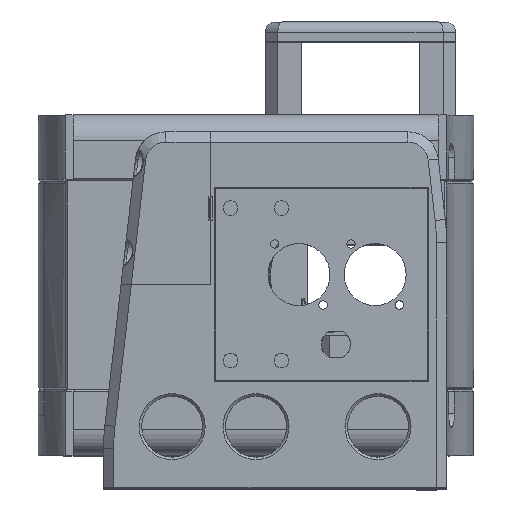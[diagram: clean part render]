
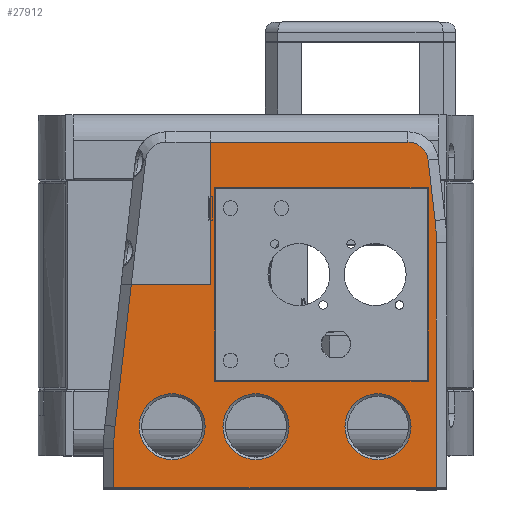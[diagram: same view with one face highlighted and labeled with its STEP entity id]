
A CAD part, top view. The second image highlights one B-rep face of the part: STEP entity #27912.
In plain terms, the highlighted planar face has unit normal (0, 0, 1).
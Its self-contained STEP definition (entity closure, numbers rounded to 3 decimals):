
#212=FACE_BOUND('',#3797,.T.);
#213=FACE_BOUND('',#3798,.T.);
#214=FACE_BOUND('',#3799,.T.);
#215=FACE_BOUND('',#3800,.T.);
#924=CIRCLE('',#29706,13.);
#925=CIRCLE('',#29708,76.);
#926=CIRCLE('',#29709,76.);
#927=CIRCLE('',#29710,8.);
#928=CIRCLE('',#29711,13.);
#929=CIRCLE('',#29712,13.);
#2073=FACE_OUTER_BOUND('',#3796,.T.);
#3796=EDGE_LOOP('',(#20201,#20202,#20203,#20204,#20205,#20206,#20207,#20208,
#20209,#20210,#20211));
#3797=EDGE_LOOP('',(#20212));
#3798=EDGE_LOOP('',(#20213,#20214,#20215,#20216));
#3799=EDGE_LOOP('',(#20217));
#3800=EDGE_LOOP('',(#20218));
#6037=LINE('',#41619,#9233);
#6206=LINE('',#41989,#9402);
#6218=LINE('',#42055,#9414);
#6219=LINE('',#42057,#9415);
#6220=LINE('',#42060,#9416);
#6221=LINE('',#42062,#9417);
#6222=LINE('',#42066,#9418);
#6223=LINE('',#42069,#9419);
#6224=LINE('',#42074,#9420);
#6225=LINE('',#42076,#9421);
#6226=LINE('',#42078,#9422);
#6227=LINE('',#42079,#9423);
#9233=VECTOR('',#32915,10.);
#9402=VECTOR('',#33210,10.);
#9414=VECTOR('',#33286,10.);
#9415=VECTOR('',#33287,10.);
#9416=VECTOR('',#33290,10.);
#9417=VECTOR('',#33291,10.);
#9418=VECTOR('',#33294,10.);
#9419=VECTOR('',#33297,10.);
#9420=VECTOR('',#33300,10.);
#9421=VECTOR('',#33301,10.);
#9422=VECTOR('',#33302,10.);
#9423=VECTOR('',#33303,10.);
#12258=VERTEX_POINT('',#41616);
#12259=VERTEX_POINT('',#41618);
#12396=VERTEX_POINT('',#41986);
#12397=VERTEX_POINT('',#41988);
#12418=VERTEX_POINT('',#42050);
#12419=VERTEX_POINT('',#42054);
#12420=VERTEX_POINT('',#42056);
#12421=VERTEX_POINT('',#42058);
#12422=VERTEX_POINT('',#42061);
#12423=VERTEX_POINT('',#42063);
#12424=VERTEX_POINT('',#42065);
#12425=VERTEX_POINT('',#42067);
#12426=VERTEX_POINT('',#42070);
#12427=VERTEX_POINT('',#42072);
#12428=VERTEX_POINT('',#42073);
#12429=VERTEX_POINT('',#42075);
#12430=VERTEX_POINT('',#42077);
#12431=VERTEX_POINT('',#42080);
#15061=EDGE_CURVE('',#12259,#12258,#6037,.T.);
#15247=EDGE_CURVE('',#12397,#12396,#6206,.T.);
#15276=EDGE_CURVE('',#12418,#12418,#924,.T.);
#15278=EDGE_CURVE('',#12258,#12419,#6218,.T.);
#15279=EDGE_CURVE('',#12420,#12419,#6219,.T.);
#15280=EDGE_CURVE('',#12421,#12420,#925,.T.);
#15281=EDGE_CURVE('',#12397,#12421,#6220,.T.);
#15282=EDGE_CURVE('',#12422,#12396,#6221,.T.);
#15283=EDGE_CURVE('',#12423,#12422,#926,.T.);
#15284=EDGE_CURVE('',#12424,#12423,#6222,.T.);
#15285=EDGE_CURVE('',#12425,#12424,#927,.T.);
#15286=EDGE_CURVE('',#12259,#12425,#6223,.T.);
#15287=EDGE_CURVE('',#12426,#12426,#928,.T.);
#15288=EDGE_CURVE('',#12427,#12428,#6224,.T.);
#15289=EDGE_CURVE('',#12428,#12429,#6225,.T.);
#15290=EDGE_CURVE('',#12429,#12430,#6226,.T.);
#15291=EDGE_CURVE('',#12430,#12427,#6227,.T.);
#15292=EDGE_CURVE('',#12431,#12431,#929,.T.);
#20201=ORIENTED_EDGE('',*,*,#15278,.T.);
#20202=ORIENTED_EDGE('',*,*,#15279,.F.);
#20203=ORIENTED_EDGE('',*,*,#15280,.F.);
#20204=ORIENTED_EDGE('',*,*,#15281,.F.);
#20205=ORIENTED_EDGE('',*,*,#15247,.T.);
#20206=ORIENTED_EDGE('',*,*,#15282,.F.);
#20207=ORIENTED_EDGE('',*,*,#15283,.F.);
#20208=ORIENTED_EDGE('',*,*,#15284,.F.);
#20209=ORIENTED_EDGE('',*,*,#15285,.F.);
#20210=ORIENTED_EDGE('',*,*,#15286,.F.);
#20211=ORIENTED_EDGE('',*,*,#15061,.T.);
#20212=ORIENTED_EDGE('',*,*,#15287,.F.);
#20213=ORIENTED_EDGE('',*,*,#15288,.T.);
#20214=ORIENTED_EDGE('',*,*,#15289,.T.);
#20215=ORIENTED_EDGE('',*,*,#15290,.T.);
#20216=ORIENTED_EDGE('',*,*,#15291,.T.);
#20217=ORIENTED_EDGE('',*,*,#15292,.F.);
#20218=ORIENTED_EDGE('',*,*,#15276,.F.);
#26562=PLANE('',#29707);
#27912=ADVANCED_FACE('',(#2073,#212,#213,#214,#215),#26562,.T.);
#29706=AXIS2_PLACEMENT_3D('',#42051,#33281,#33282);
#29707=AXIS2_PLACEMENT_3D('',#42053,#33284,#33285);
#29708=AXIS2_PLACEMENT_3D('',#42059,#33288,#33289);
#29709=AXIS2_PLACEMENT_3D('',#42064,#33292,#33293);
#29710=AXIS2_PLACEMENT_3D('',#42068,#33295,#33296);
#29711=AXIS2_PLACEMENT_3D('',#42071,#33298,#33299);
#29712=AXIS2_PLACEMENT_3D('',#42081,#33304,#33305);
#32915=DIRECTION('',(0.,-1.,0.));
#33210=DIRECTION('',(1.,0.,0.));
#33281=DIRECTION('center_axis',(0.,0.,1.));
#33282=DIRECTION('ref_axis',(-1.,0.,0.));
#33284=DIRECTION('center_axis',(0.,0.,1.));
#33285=DIRECTION('ref_axis',(1.,0.,0.));
#33286=DIRECTION('',(-1.,0.,0.));
#33287=DIRECTION('',(0.114,0.993,0.));
#33288=DIRECTION('center_axis',(0.,0.,-1.));
#33289=DIRECTION('ref_axis',(-0.998,0.057,0.));
#33290=DIRECTION('',(0.,1.,0.));
#33291=DIRECTION('',(0.,-1.,0.));
#33292=DIRECTION('center_axis',(0.,0.,-1.));
#33293=DIRECTION('ref_axis',(0.998,0.058,0.));
#33294=DIRECTION('',(0.115,-0.993,0.));
#33295=DIRECTION('center_axis',(0.,0.,-1.));
#33296=DIRECTION('ref_axis',(0.665,0.747,0.));
#33297=DIRECTION('',(1.,0.,0.));
#33298=DIRECTION('center_axis',(0.,0.,1.));
#33299=DIRECTION('ref_axis',(-1.,0.,0.));
#33300=DIRECTION('',(-1.,0.,0.));
#33301=DIRECTION('',(0.,1.,0.));
#33302=DIRECTION('',(1.,0.,0.));
#33303=DIRECTION('',(0.,-1.,0.));
#33304=DIRECTION('center_axis',(0.,0.,1.));
#33305=DIRECTION('ref_axis',(-1.,0.,0.));
#41616=CARTESIAN_POINT('',(-17.8,0.,266.));
#41618=CARTESIAN_POINT('',(-17.8,56.,266.));
#41619=CARTESIAN_POINT('',(-17.8,25.,266.));
#41986=CARTESIAN_POINT('',(71.,-80.,266.));
#41988=CARTESIAN_POINT('',(-56.,-80.,266.));
#41989=CARTESIAN_POINT('',(75.,-80.,266.));
#42050=CARTESIAN_POINT('',(61.,-56.,266.));
#42051=CARTESIAN_POINT('Origin',(48.,-56.,266.));
#42053=CARTESIAN_POINT('Origin',(7.5,-10.,266.));
#42054=CARTESIAN_POINT('',(-49.074,0.,266.));
#42055=CARTESIAN_POINT('',(-5.15,0.,266.));
#42056=CARTESIAN_POINT('',(-55.502,-55.902,266.));
#42057=CARTESIAN_POINT('',(-45.849,28.047,266.));
#42058=CARTESIAN_POINT('',(-56.,-64.585,266.));
#42059=CARTESIAN_POINT('Origin',(20.,-64.585,266.));
#42060=CARTESIAN_POINT('',(-56.,-35.,266.));
#42061=CARTESIAN_POINT('',(71.,16.387,266.));
#42062=CARTESIAN_POINT('',(71.,-45.,266.));
#42063=CARTESIAN_POINT('',(70.496,25.122,266.));
#42064=CARTESIAN_POINT('Origin',(-5.,16.387,266.));
#42065=CARTESIAN_POINT('',(67.743,48.919,266.));
#42066=CARTESIAN_POINT('',(72.35,9.098,266.));
#42067=CARTESIAN_POINT('',(59.796,56.,266.));
#42068=CARTESIAN_POINT('Origin',(59.796,48.,266.));
#42069=CARTESIAN_POINT('',(38.994,56.,266.));
#42070=CARTESIAN_POINT('',(13.,-56.,266.));
#42071=CARTESIAN_POINT('Origin',(0.,-56.,266.));
#42072=CARTESIAN_POINT('',(67.7,-38.1,266.));
#42073=CARTESIAN_POINT('',(-16.3,-38.1,266.));
#42074=CARTESIAN_POINT('',(37.6,-38.1,266.));
#42075=CARTESIAN_POINT('',(-16.3,38.1,266.));
#42076=CARTESIAN_POINT('',(-16.3,-24.05,266.));
#42077=CARTESIAN_POINT('',(67.7,38.1,266.));
#42078=CARTESIAN_POINT('',(-4.4,38.1,266.));
#42079=CARTESIAN_POINT('',(67.7,14.05,266.));
#42080=CARTESIAN_POINT('',(-20.,-56.,266.));
#42081=CARTESIAN_POINT('Origin',(-33.,-56.,266.));
